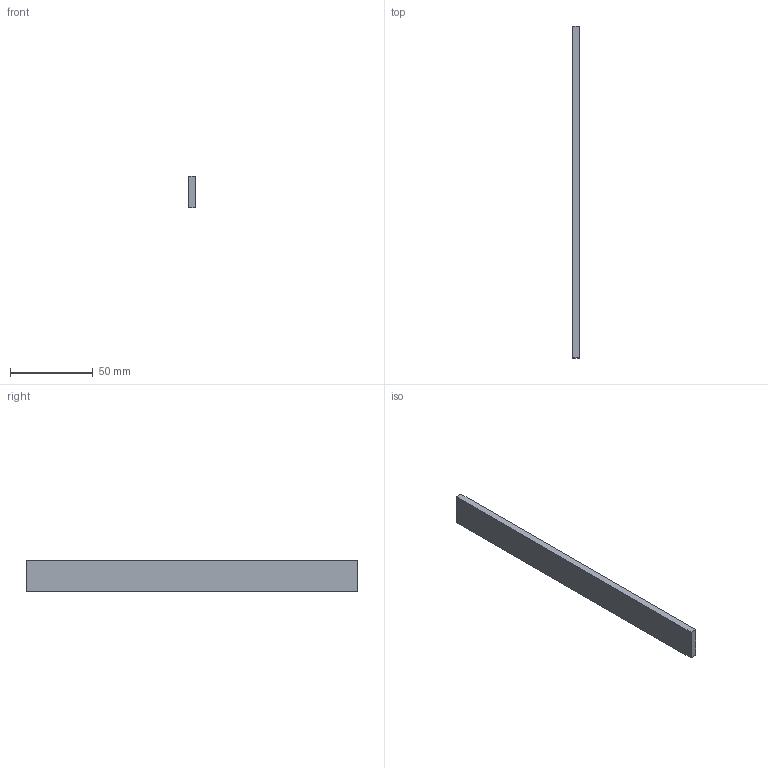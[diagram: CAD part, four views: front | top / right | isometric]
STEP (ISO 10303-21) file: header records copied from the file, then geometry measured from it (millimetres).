
FILE_DESCRIPTION((''),'2;1');
FILE_NAME('','2005-12-14T15:07:01',(''),(''),'','CADfix','');
FILE_SCHEMA(('AUTOMOTIVE_DESIGN'));
Length unit declared in the file: millimetre
Products named in the file (1): magnet
Bounding box: 4 x 200 x 19 mm (x, y, z)
Volume: 15193.1 mm3; surface area: 9362.3 mm2
Topology: 1 solids, 1 shells, 8 faces, 18 edges, 12 vertices
Faces by surface type: bspline 8
Entity records: 220 total; most frequent: CARTESIAN_POINT 85, ORIENTED_EDGE 36, EDGE_CURVE 18, QUASI_UNIFORM_CURVE 16, VERTEX_POINT 12, EDGE_LOOP 8, FACE_OUTER_BOUND 8, ADVANCED_FACE 8
